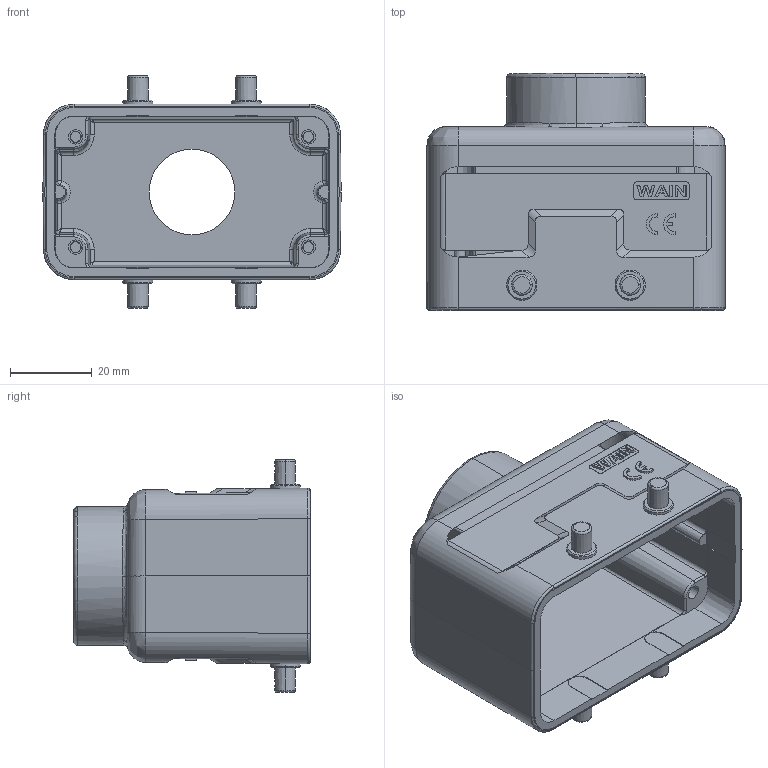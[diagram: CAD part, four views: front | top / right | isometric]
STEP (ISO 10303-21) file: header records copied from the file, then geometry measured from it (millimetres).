
FILE_DESCRIPTION((''),'2;1');
FILE_NAME('3D_1112104301002_EMC_W10B-TE-4B','2024-01-20T',('p.yu'),(''),'PRO/ENGINEER BY PARAMETRIC TECHNOLOGY CORPORATION, 2012480','PRO/ENGINEER BY PARAMETRIC TECHNOLOGY CORPORATION, 2012480','');
FILE_SCHEMA(('CONFIG_CONTROL_DESIGN'));
Length unit declared in the file: millimetre
Products named in the file (1): 3D_1112104301002_EMC_W10B-TE-4B
Bounding box: 73 x 58 x 57 mm (x, y, z)
Volume: 46056.9 mm3; surface area: 26469.3 mm2
Topology: 1 solids, 1 shells, 411 faces, 1045 edges, 665 vertices
Faces by surface type: plane 206, cylinder 101, cone 44, torus 32, bspline 24, sphere 4
Entity records: 14007 total; most frequent: CARTESIAN_POINT 4237, ORIENTED_EDGE 2082, DIRECTION 1932, EDGE_CURVE 1041, VERTEX_POINT 665, AXIS2_PLACEMENT_3D 659, VECTOR 614, LINE 614
